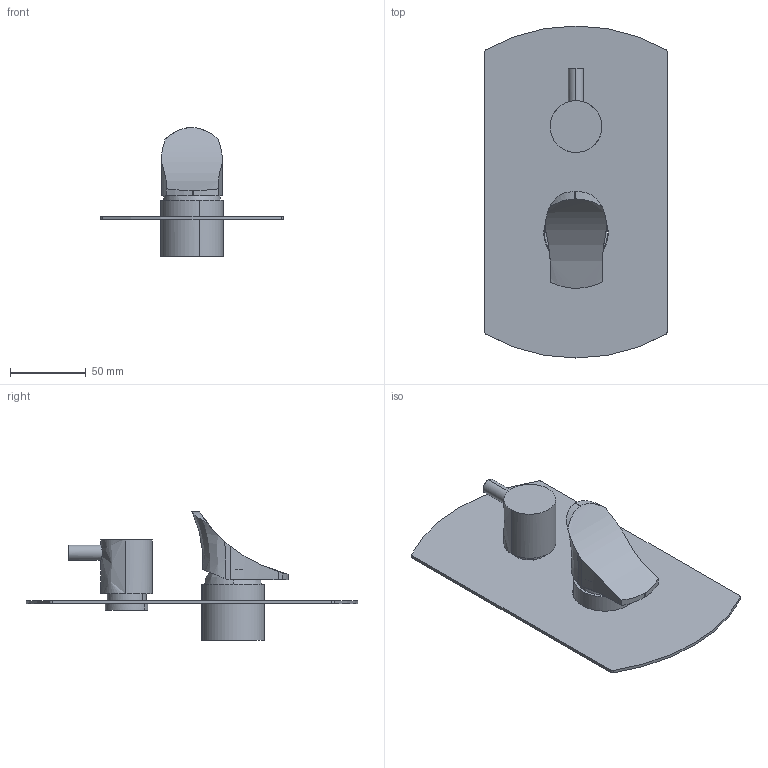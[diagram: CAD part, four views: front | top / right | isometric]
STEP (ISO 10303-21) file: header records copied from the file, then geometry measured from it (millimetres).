
FILE_DESCRIPTION (( 'STEP AP214' ), '1' );
FILE_NAME ('13185.STEP', '2024-02-08T13:56:33', ( '' ), ( '' ), 'SwSTEP 2.0', 'SolidWorks 2018', '' );
FILE_SCHEMA (( 'AUTOMOTIVE_DESIGN' ));
Length unit declared in the file: millimetre
Products named in the file (9): 861; 13185(2)^13185; 796.IGS.IGS.IGS.IGS.IGS.IGS.IGS.IGS^13185(2)_13185; 0100918702.IGS.IGS.IGS.IGS.IGS.IGS.IGS.IGS^13185(2)_13185; leva b鋘.IGS.IGS.IGS.IGS.IGS.IGS.IGS.IGS^13185(2)_13185; cappuccio minimalista.IGS.IGS.IGS.IGS.IGS.IGS.IGS.IGS^13185(2)_13185; contenitore cart. diam.35.IGS.IGS.IGS.IGS.IGS.IGS.IGS.IGS^13185(2)_13185; 13185; 0100918702_1.IGS.IGS.IGS.IGS.IGS.IGS.IGS.IGS^13185(2)_13185
Assembly tree (8 placements, depth 3):
  13185
    13185(2)^13185
      861
      796.IGS.IGS.IGS.IGS.IGS.IGS.IGS.IGS^13185(2)_13185
      0100918702.IGS.IGS.IGS.IGS.IGS.IGS.IGS.IGS^13185(2)_13185
      0100918702_1.IGS.IGS.IGS.IGS.IGS.IGS.IGS.IGS^13185(2)_13185
      contenitore cart. diam.35.IGS.IGS.IGS.IGS.IGS.IGS.IGS.IGS^13185(2)_13185
      cappuccio minimalista.IGS.IGS.IGS.IGS.IGS.IGS.IGS.IGS^13185(2)_13185
      leva b鋘.IGS.IGS.IGS.IGS.IGS.IGS.IGS.IGS^13185(2)_13185
Bounding box: 120 x 218.48 x 84.74 mm (x, y, z)
Volume: 157149.6 mm3; surface area: 78583.3 mm2
Topology: 7 solids, 7 shells, 72 faces, 162 edges, 105 vertices
Faces by surface type: bspline 57, cylinder 10, plane 5
Entity records: 4794 total; most frequent: CARTESIAN_POINT 3273, ORIENTED_EDGE 320, EDGE_CURVE 160, DIRECTION 113, VERTEX_POINT 105, B_SPLINE_CURVE_WITH_KNOTS 100, EDGE_LOOP 81, FACE_OUTER_BOUND 72
